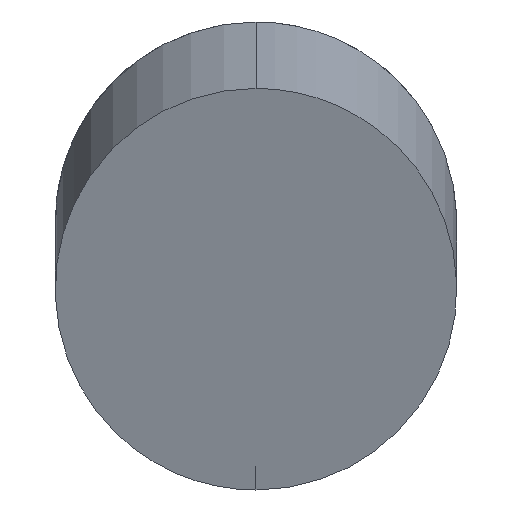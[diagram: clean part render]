
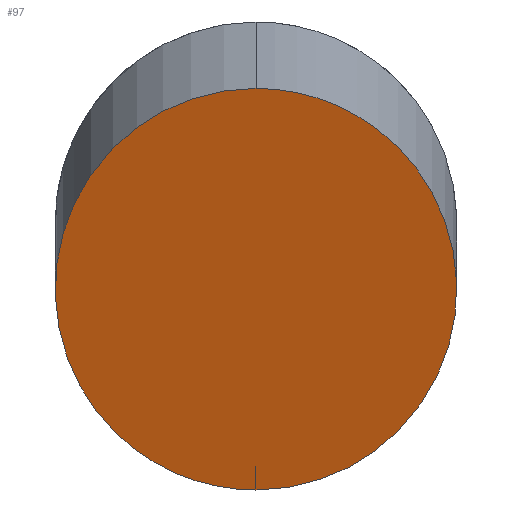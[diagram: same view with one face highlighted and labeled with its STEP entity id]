
A CAD part, front view. The second image highlights one B-rep face of the part: STEP entity #97.
In plain terms, the highlighted planar face has unit normal (0, -0.954, -0.301).
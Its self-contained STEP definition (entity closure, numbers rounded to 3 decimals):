
#1 = ORIENTED_EDGE ( 'NONE', *, *, #138, .T. ) ;
#5 = EDGE_LOOP ( 'NONE', ( #183, #1 ) ) ;
#10 = CARTESIAN_POINT ( 'NONE',  ( 0., -1.049, 0.669 ) ) ;
#14 = CARTESIAN_POINT ( 'NONE',  ( 0., -0.418, -1.331 ) ) ;
#20 = FACE_OUTER_BOUND ( 'NONE', #5, .T. ) ;
#56 = DIRECTION ( 'NONE',  ( 0., 0.301, -0.954 ) ) ;
#59 =( BOUNDED_CURVE ( )  B_SPLINE_CURVE ( 3, ( #134, #167, #110, #184 ),
 .UNSPECIFIED., .F., .T. ) 
 B_SPLINE_CURVE_WITH_KNOTS ( ( 4, 4 ),
 ( 0., 3.142 ),
 .UNSPECIFIED. ) 
 CURVE ( )  GEOMETRIC_REPRESENTATION_ITEM ( )  RATIONAL_B_SPLINE_CURVE ( ( 1., 0.333, 0.333, 1. ) ) 
 REPRESENTATION_ITEM ( '' )  );
#75 = CARTESIAN_POINT ( 'NONE',  ( 0., -1.049, 0.669 ) ) ;
#87 = CARTESIAN_POINT ( 'NONE',  ( 0., -0.734, -0.331 ) ) ;
#88 = VERTEX_POINT ( 'NONE', #75 ) ;
#90 =( BOUNDED_CURVE ( )  B_SPLINE_CURVE ( 3, ( #14, #170, #130, #10 ),
 .UNSPECIFIED., .F., .T. ) 
 B_SPLINE_CURVE_WITH_KNOTS ( ( 4, 4 ),
 ( 3.142, 6.283 ),
 .UNSPECIFIED. ) 
 CURVE ( )  GEOMETRIC_REPRESENTATION_ITEM ( )  RATIONAL_B_SPLINE_CURVE ( ( 1., 0.333, 0.333, 1. ) ) 
 REPRESENTATION_ITEM ( '' )  );
#97 = ADVANCED_FACE ( 'NONE', ( #20 ), #145, .T. ) ;
#106 = VERTEX_POINT ( 'NONE', #108 ) ;
#108 = CARTESIAN_POINT ( 'NONE',  ( 0., -0.418, -1.331 ) ) ;
#110 = CARTESIAN_POINT ( 'NONE',  ( -2., -0.418, -1.331 ) ) ;
#130 = CARTESIAN_POINT ( 'NONE',  ( 2., -1.049, 0.669 ) ) ;
#134 = CARTESIAN_POINT ( 'NONE',  ( 0., -1.049, 0.669 ) ) ;
#138 = EDGE_CURVE ( 'NONE', #106, #88, #90, .T. ) ;
#145 = PLANE ( 'NONE',  #189 ) ;
#167 = CARTESIAN_POINT ( 'NONE',  ( -2., -1.049, 0.669 ) ) ;
#170 = CARTESIAN_POINT ( 'NONE',  ( 2., -0.418, -1.331 ) ) ;
#183 = ORIENTED_EDGE ( 'NONE', *, *, #208, .T. ) ;
#184 = CARTESIAN_POINT ( 'NONE',  ( 0., -0.418, -1.331 ) ) ;
#189 = AXIS2_PLACEMENT_3D ( 'NONE', #87, #217, #56 ) ;
#208 = EDGE_CURVE ( 'NONE', #88, #106, #59, .T. ) ;
#217 = DIRECTION ( 'NONE',  ( 0., -0.954, -0.301 ) ) ;
